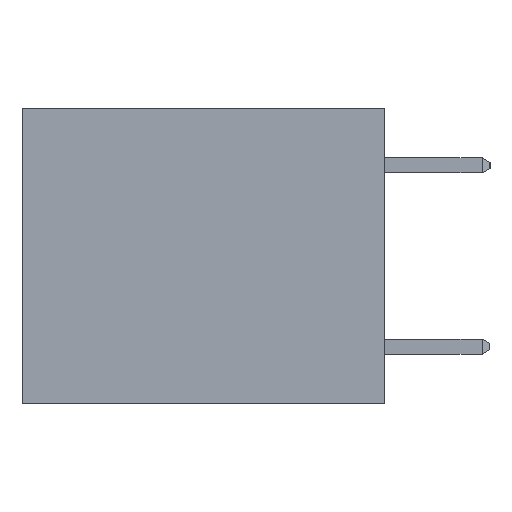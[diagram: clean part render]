
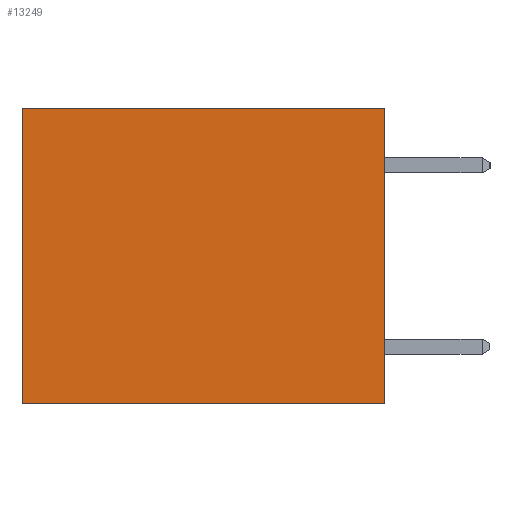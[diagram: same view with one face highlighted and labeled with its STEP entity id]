
A CAD part, left-side view. The second image highlights one B-rep face of the part: STEP entity #13249.
In plain terms, the highlighted planar face has unit normal (-1, 0, 0).
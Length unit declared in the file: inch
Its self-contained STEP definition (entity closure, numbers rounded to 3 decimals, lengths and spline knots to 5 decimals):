
#21 = EDGE_CURVE ( 'NONE', #14886, #10643, #17816, .T. ) ;
#389 = EDGE_CURVE ( 'NONE', #8387, #14886, #8404, .T. ) ;
#987 = DIRECTION ( 'NONE',  ( 0., 0., -1. ) ) ;
#1044 = CARTESIAN_POINT ( 'NONE',  ( 0.3165, 0., -0.49 ) ) ;
#3801 = DIRECTION ( 'NONE',  ( 0., 0., -1. ) ) ;
#4017 = PLANE ( 'NONE',  #16774 ) ;
#4498 = DIRECTION ( 'NONE',  ( 0., 1., 0. ) ) ;
#4681 = VECTOR ( 'NONE', #9545, 39.37008 ) ;
#5260 = CARTESIAN_POINT ( 'NONE',  ( 0.3165, 0., -0.49 ) ) ;
#5299 = VECTOR ( 'NONE', #4498, 39.37008 ) ;
#5314 = VECTOR ( 'NONE', #3801, 39.37008 ) ;
#5402 = ORIENTED_EDGE ( 'NONE', *, *, #17910, .F. ) ;
#7040 = CARTESIAN_POINT ( 'NONE',  ( 0.3165, 0., -0.49 ) ) ;
#8174 = CARTESIAN_POINT ( 'NONE',  ( 0.3165, 0., 0. ) ) ;
#8387 = VERTEX_POINT ( 'NONE', #17460 ) ;
#8404 = LINE ( 'NONE', #8174, #4681 ) ;
#8479 = CARTESIAN_POINT ( 'NONE',  ( 0.3165, 0.6, -0.49 ) ) ;
#8768 = CARTESIAN_POINT ( 'NONE',  ( 0.3165, 0.6, -0.49 ) ) ;
#9077 = LINE ( 'NONE', #5260, #5314 ) ;
#9490 = LINE ( 'NONE', #15430, #5299 ) ;
#9545 = DIRECTION ( 'NONE',  ( 0., 1., 0. ) ) ;
#10384 = VECTOR ( 'NONE', #15502, 39.37008 ) ;
#10643 = VERTEX_POINT ( 'NONE', #8768 ) ;
#10814 = ORIENTED_EDGE ( 'NONE', *, *, #11598, .F. ) ;
#11520 = VERTEX_POINT ( 'NONE', #7040 ) ;
#11569 = ORIENTED_EDGE ( 'NONE', *, *, #21, .T. ) ;
#11598 = EDGE_CURVE ( 'NONE', #11520, #10643, #9490, .T. ) ;
#13224 = CARTESIAN_POINT ( 'NONE',  ( 0.3165, 0.6, 0. ) ) ;
#13249 = ADVANCED_FACE ( 'NONE', ( #15985 ), #4017, .F. ) ;
#13660 = DIRECTION ( 'NONE',  ( 1., 0., 0. ) ) ;
#14886 = VERTEX_POINT ( 'NONE', #13224 ) ;
#15430 = CARTESIAN_POINT ( 'NONE',  ( 0.3165, 0., -0.49 ) ) ;
#15502 = DIRECTION ( 'NONE',  ( 0., 0., -1. ) ) ;
#15974 = EDGE_LOOP ( 'NONE', ( #11569, #10814, #5402, #17017 ) ) ;
#15985 = FACE_OUTER_BOUND ( 'NONE', #15974, .T. ) ;
#16774 = AXIS2_PLACEMENT_3D ( 'NONE', #1044, #13660, #987 ) ;
#17017 = ORIENTED_EDGE ( 'NONE', *, *, #389, .T. ) ;
#17460 = CARTESIAN_POINT ( 'NONE',  ( 0.3165, 0., 0. ) ) ;
#17816 = LINE ( 'NONE', #8479, #10384 ) ;
#17910 = EDGE_CURVE ( 'NONE', #8387, #11520, #9077, .T. ) ;
